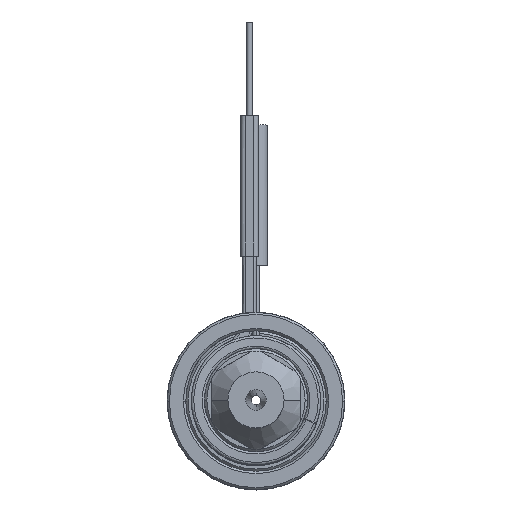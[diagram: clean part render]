
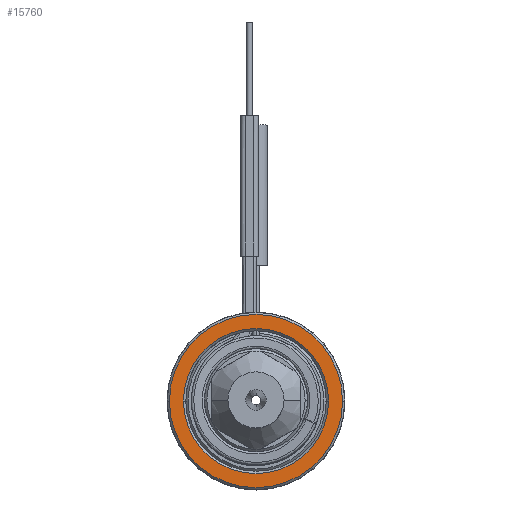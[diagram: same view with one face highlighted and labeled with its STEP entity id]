
A CAD part, top view. The second image highlights one B-rep face of the part: STEP entity #15760.
In plain terms, the highlighted planar face has unit normal (0, 0, 1).
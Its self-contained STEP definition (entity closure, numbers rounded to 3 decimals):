
#6095=CARTESIAN_POINT('',(0.,0.,35.));
#6096=DIRECTION('',(0.,0.,-1.));
#6097=DIRECTION('',(1.,0.,0.));
#6098=AXIS2_PLACEMENT_3D('',#6095,#6096,#6097);
#6114=CARTESIAN_POINT('',(0.,0.,
35.));
#6115=DIRECTION('',(0.,0.,-1.));
#6116=DIRECTION('',(1.,0.,0.));
#6117=AXIS2_PLACEMENT_3D('',#6114,#6115,#6116);
#6138=CARTESIAN_POINT('',(0.,0.,
35.));
#6139=DIRECTION('',(0.,0.,-1.));
#6140=DIRECTION('',(-1.,0.,0.));
#6141=AXIS2_PLACEMENT_3D('',#6138,#6139,#6140);
#6434=CARTESIAN_POINT('',(0.,0.,
35.));
#6435=DIRECTION('',(0.,0.,-1.));
#6436=DIRECTION('',(-1.,0.,0.));
#6437=AXIS2_PLACEMENT_3D('',#6434,#6435,#6436);
#6873=CARTESIAN_POINT('',(18.5,0.,35.));
#6874=CARTESIAN_POINT('',(-18.5,0.,
35.));
#6875=VERTEX_POINT('',#6873);
#6876=VERTEX_POINT('',#6874);
#6877=CARTESIAN_POINT('',(15.5,0.,35.));
#6878=CARTESIAN_POINT('',(-15.5,0.,35.));
#6879=VERTEX_POINT('',#6877);
#6880=VERTEX_POINT('',#6878);
#15744=CARTESIAN_POINT('',(0.,0.,35.));
#15745=DIRECTION('',(0.,0.,1.));
#15746=DIRECTION('',(-1.,0.,0.));
#15747=AXIS2_PLACEMENT_3D('',#15744,#15745,#15746);
#15748=PLANE('',#15747);
#15750=ORIENTED_EDGE('',*,*,#15749,.T.);
#15752=ORIENTED_EDGE('',*,*,#15751,.T.);
#15753=EDGE_LOOP('',(#15750,#15752));
#15754=FACE_OUTER_BOUND('',#15753,.F.);
#15755=ORIENTED_EDGE('',*,*,#15734,.F.);
#15757=ORIENTED_EDGE('',*,*,#15756,.F.);
#15758=EDGE_LOOP('',(#15755,#15757));
#15759=FACE_BOUND('',#15758,.F.);
#6099=CIRCLE('',#6098,15.5);
#6118=CIRCLE('',#6117,18.5);
#6142=CIRCLE('',#6141,18.5);
#6438=CIRCLE('',#6437,15.5);
#15734=EDGE_CURVE('',#6879,#6880,#6099,.T.);
#15749=EDGE_CURVE('',#6875,#6876,#6118,.T.);
#15751=EDGE_CURVE('',#6876,#6875,#6142,.T.);
#15756=EDGE_CURVE('',#6880,#6879,#6438,.T.);
#15760=ADVANCED_FACE('',(#15754,#15759),#15748,.T.);
